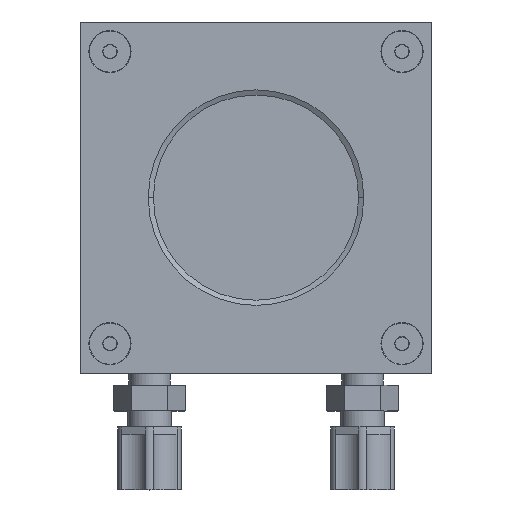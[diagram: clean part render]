
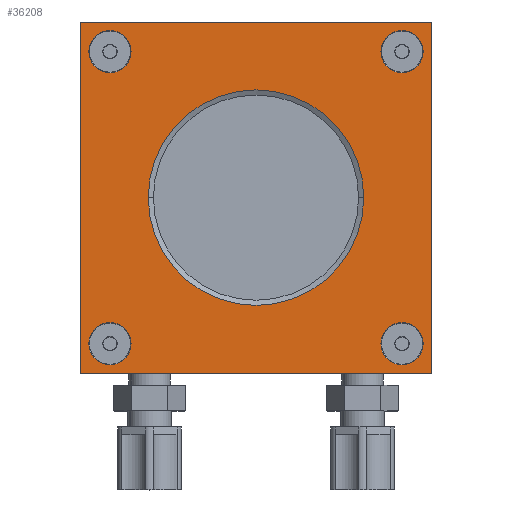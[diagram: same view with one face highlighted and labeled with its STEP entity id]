
A CAD part, top view. The second image highlights one B-rep face of the part: STEP entity #36208.
In plain terms, the highlighted planar face has unit normal (0, 0, 1).
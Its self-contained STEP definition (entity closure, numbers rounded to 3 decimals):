
#126 = CARTESIAN_POINT ( 'NONE',  ( 4.977, -7.043, 23.75 ) ) ;
#178 = DIRECTION ( 'NONE',  ( 0., 1., 0. ) ) ;
#658 = VECTOR ( 'NONE', #25642, 1000. ) ;
#2257 = CIRCLE ( 'NONE', #15410, 5.347 ) ;
#2445 = ORIENTED_EDGE ( 'NONE', *, *, #8407, .F. ) ;
#2938 = EDGE_CURVE ( 'NONE', #39929, #32188, #44425, .T. ) ;
#3109 = DIRECTION ( 'NONE',  ( 0., 0., 1. ) ) ;
#3254 = ORIENTED_EDGE ( 'NONE', *, *, #24939, .F. ) ;
#3283 = FACE_BOUND ( 'NONE', #6103, .T. ) ;
#3825 = CARTESIAN_POINT ( 'NONE',  ( 93.977, 81.957, 23.75 ) ) ;
#3936 = FACE_BOUND ( 'NONE', #18873, .T. ) ;
#5031 = CARTESIAN_POINT ( 'NONE',  ( 86.477, 74.457, 23.75 ) ) ;
#5277 = EDGE_CURVE ( 'NONE', #17232, #8084, #34249, .T. ) ;
#5506 = EDGE_CURVE ( 'NONE', #20142, #37264, #30638, .T. ) ;
#6103 = EDGE_LOOP ( 'NONE', ( #2445, #17038 ) ) ;
#6320 = FACE_BOUND ( 'NONE', #46477, .T. ) ;
#6889 = EDGE_CURVE ( 'NONE', #39901, #37821, #46965, .T. ) ;
#7200 = AXIS2_PLACEMENT_3D ( 'NONE', #44855, #33875, #25971 ) ;
#7652 = DIRECTION ( 'NONE',  ( 0., 0., 1. ) ) ;
#8084 = VERTEX_POINT ( 'NONE', #10050 ) ;
#8310 = CARTESIAN_POINT ( 'NONE',  ( 86.477, 74.457, 23.75 ) ) ;
#8407 = EDGE_CURVE ( 'NONE', #22329, #12259, #34158, .T. ) ;
#9057 = AXIS2_PLACEMENT_3D ( 'NONE', #45668, #7652, #49537 ) ;
#9435 = VECTOR ( 'NONE', #178, 1000. ) ;
#9581 = ORIENTED_EDGE ( 'NONE', *, *, #12563, .T. ) ;
#10050 = CARTESIAN_POINT ( 'NONE',  ( 76.776, 37.457, 23.75 ) ) ;
#10668 = CARTESIAN_POINT ( 'NONE',  ( 4.977, -7.043, 23.75 ) ) ;
#12123 = CARTESIAN_POINT ( 'NONE',  ( 12.477, 0.457, 23.75 ) ) ;
#12259 = VERTEX_POINT ( 'NONE', #27655 ) ;
#12563 = EDGE_CURVE ( 'NONE', #8084, #17232, #34177, .T. ) ;
#12768 = EDGE_CURVE ( 'NONE', #12259, #22329, #2257, .T. ) ;
#13294 = ORIENTED_EDGE ( 'NONE', *, *, #2938, .F. ) ;
#13852 = LINE ( 'NONE', #13892, #658 ) ;
#13892 = CARTESIAN_POINT ( 'NONE',  ( 4.977, -7.043, 23.75 ) ) ;
#14192 = CIRCLE ( 'NONE', #25114, 5.347 ) ;
#14405 = VERTEX_POINT ( 'NONE', #42011 ) ;
#14495 = CARTESIAN_POINT ( 'NONE',  ( 22.178, 37.457, 23.75 ) ) ;
#15376 = EDGE_CURVE ( 'NONE', #40778, #20142, #30375, .T. ) ;
#15410 = AXIS2_PLACEMENT_3D ( 'NONE', #45448, #49815, #18499 ) ;
#15573 = ORIENTED_EDGE ( 'NONE', *, *, #5506, .T. ) ;
#15928 = CARTESIAN_POINT ( 'NONE',  ( 49.477, 37.457, 23.75 ) ) ;
#16158 = EDGE_LOOP ( 'NONE', ( #15573, #38462, #39654, #30679 ) ) ;
#16315 = CARTESIAN_POINT ( 'NONE',  ( 91.824, 74.457, 23.75 ) ) ;
#16332 = DIRECTION ( 'NONE',  ( 1., 0., 0. ) ) ;
#16720 = EDGE_CURVE ( 'NONE', #32188, #39929, #26938, .T. ) ;
#17038 = ORIENTED_EDGE ( 'NONE', *, *, #12768, .F. ) ;
#17067 = DIRECTION ( 'NONE',  ( 0., -1., 0. ) ) ;
#17232 = VERTEX_POINT ( 'NONE', #14495 ) ;
#17771 = EDGE_LOOP ( 'NONE', ( #48841, #37209 ) ) ;
#17892 = ORIENTED_EDGE ( 'NONE', *, *, #16720, .F. ) ;
#18403 = DIRECTION ( 'NONE',  ( 0., 0., 1. ) ) ;
#18499 = DIRECTION ( 'NONE',  ( 1., 0., 0. ) ) ;
#18873 = EDGE_LOOP ( 'NONE', ( #17892, #13294 ) ) ;
#20142 = VERTEX_POINT ( 'NONE', #26681 ) ;
#21119 = EDGE_CURVE ( 'NONE', #14405, #45349, #14192, .T. ) ;
#22179 = CARTESIAN_POINT ( 'NONE',  ( 4.977, 81.957, 23.75 ) ) ;
#22329 = VERTEX_POINT ( 'NONE', #33432 ) ;
#22987 = VERTEX_POINT ( 'NONE', #35588 ) ;
#23890 = AXIS2_PLACEMENT_3D ( 'NONE', #37603, #18403, #45347 ) ;
#24366 = DIRECTION ( 'NONE',  ( 0., 0., 1. ) ) ;
#24531 = DIRECTION ( 'NONE',  ( 1., 0., 0. ) ) ;
#24779 = AXIS2_PLACEMENT_3D ( 'NONE', #8310, #35252, #46350 ) ;
#24939 = EDGE_CURVE ( 'NONE', #37821, #39901, #49138, .T. ) ;
#25071 = AXIS2_PLACEMENT_3D ( 'NONE', #15928, #31722, #47219 ) ;
#25114 = AXIS2_PLACEMENT_3D ( 'NONE', #12123, #42911, #38706 ) ;
#25573 = CARTESIAN_POINT ( 'NONE',  ( 49.477, 37.457, 23.75 ) ) ;
#25642 = DIRECTION ( 'NONE',  ( 1., 0., 0. ) ) ;
#25971 = DIRECTION ( 'NONE',  ( 1., 0., 0. ) ) ;
#26681 = CARTESIAN_POINT ( 'NONE',  ( 4.977, 81.957, 23.75 ) ) ;
#26938 = CIRCLE ( 'NONE', #24779, 5.347 ) ;
#27404 = FACE_BOUND ( 'NONE', #17771, .T. ) ;
#27655 = CARTESIAN_POINT ( 'NONE',  ( 81.13, 0.457, 23.75 ) ) ;
#28069 = EDGE_CURVE ( 'NONE', #37264, #22987, #13852, .T. ) ;
#29443 = DIRECTION ( 'NONE',  ( 1., 0., 0. ) ) ;
#30039 = DIRECTION ( 'NONE',  ( 1., 0., 0. ) ) ;
#30375 = LINE ( 'NONE', #22179, #44771 ) ;
#30638 = LINE ( 'NONE', #32063, #33595 ) ;
#30679 = ORIENTED_EDGE ( 'NONE', *, *, #15376, .T. ) ;
#30725 = PLANE ( 'NONE',  #46502 ) ;
#31043 = CARTESIAN_POINT ( 'NONE',  ( 81.13, 74.457, 23.75 ) ) ;
#31598 = FACE_BOUND ( 'NONE', #46875, .T. ) ;
#31722 = DIRECTION ( 'NONE',  ( 0., 0., -1. ) ) ;
#31979 = ORIENTED_EDGE ( 'NONE', *, *, #5277, .T. ) ;
#32046 = EDGE_CURVE ( 'NONE', #22987, #40778, #47960, .T. ) ;
#32063 = CARTESIAN_POINT ( 'NONE',  ( 4.977, 81.957, 23.75 ) ) ;
#32188 = VERTEX_POINT ( 'NONE', #16315 ) ;
#33432 = CARTESIAN_POINT ( 'NONE',  ( 91.824, 0.457, 23.75 ) ) ;
#33595 = VECTOR ( 'NONE', #17067, 1000. ) ;
#33875 = DIRECTION ( 'NONE',  ( 0., 0., 1. ) ) ;
#34158 = CIRCLE ( 'NONE', #7200, 5.347 ) ;
#34177 = CIRCLE ( 'NONE', #49594, 27.299 ) ;
#34249 = CIRCLE ( 'NONE', #25071, 27.299 ) ;
#34924 = CARTESIAN_POINT ( 'NONE',  ( 17.824, 74.457, 23.75 ) ) ;
#35027 = CARTESIAN_POINT ( 'NONE',  ( 12.477, 0.457, 23.75 ) ) ;
#35252 = DIRECTION ( 'NONE',  ( 0., 0., 1. ) ) ;
#35588 = CARTESIAN_POINT ( 'NONE',  ( 93.977, -7.043, 23.75 ) ) ;
#36208 = ADVANCED_FACE ( 'NONE', ( #6320, #31598, #3936, #3283, #27404, #43670 ), #30725, .T. ) ;
#37196 = DIRECTION ( 'NONE',  ( 0., 0., -1. ) ) ;
#37209 = ORIENTED_EDGE ( 'NONE', *, *, #44420, .F. ) ;
#37264 = VERTEX_POINT ( 'NONE', #10668 ) ;
#37603 = CARTESIAN_POINT ( 'NONE',  ( 12.477, 74.457, 23.75 ) ) ;
#37821 = VERTEX_POINT ( 'NONE', #49336 ) ;
#37844 = DIRECTION ( 'NONE',  ( -1., 0., 0. ) ) ;
#38462 = ORIENTED_EDGE ( 'NONE', *, *, #28069, .T. ) ;
#38706 = DIRECTION ( 'NONE',  ( 1., 0., 0. ) ) ;
#39654 = ORIENTED_EDGE ( 'NONE', *, *, #32046, .T. ) ;
#39901 = VERTEX_POINT ( 'NONE', #34924 ) ;
#39929 = VERTEX_POINT ( 'NONE', #31043 ) ;
#40778 = VERTEX_POINT ( 'NONE', #3825 ) ;
#42011 = CARTESIAN_POINT ( 'NONE',  ( 17.824, 0.457, 23.75 ) ) ;
#42386 = CARTESIAN_POINT ( 'NONE',  ( 93.977, 81.957, 23.75 ) ) ;
#42911 = DIRECTION ( 'NONE',  ( 0., 0., 1. ) ) ;
#43095 = DIRECTION ( 'NONE',  ( 0., 0., 1. ) ) ;
#43532 = AXIS2_PLACEMENT_3D ( 'NONE', #35027, #43095, #16332 ) ;
#43670 = FACE_OUTER_BOUND ( 'NONE', #16158, .T. ) ;
#43678 = ORIENTED_EDGE ( 'NONE', *, *, #6889, .F. ) ;
#44172 = CIRCLE ( 'NONE', #43532, 5.347 ) ;
#44420 = EDGE_CURVE ( 'NONE', #45349, #14405, #44172, .T. ) ;
#44425 = CIRCLE ( 'NONE', #45456, 5.347 ) ;
#44771 = VECTOR ( 'NONE', #37844, 1000. ) ;
#44855 = CARTESIAN_POINT ( 'NONE',  ( 86.477, 0.457, 23.75 ) ) ;
#45347 = DIRECTION ( 'NONE',  ( 1., 0., 0. ) ) ;
#45349 = VERTEX_POINT ( 'NONE', #45508 ) ;
#45448 = CARTESIAN_POINT ( 'NONE',  ( 86.477, 0.457, 23.75 ) ) ;
#45456 = AXIS2_PLACEMENT_3D ( 'NONE', #5031, #24366, #24531 ) ;
#45508 = CARTESIAN_POINT ( 'NONE',  ( 7.13, 0.457, 23.75 ) ) ;
#45668 = CARTESIAN_POINT ( 'NONE',  ( 12.477, 74.457, 23.75 ) ) ;
#46350 = DIRECTION ( 'NONE',  ( 1., 0., 0. ) ) ;
#46477 = EDGE_LOOP ( 'NONE', ( #9581, #31979 ) ) ;
#46502 = AXIS2_PLACEMENT_3D ( 'NONE', #126, #3109, #30039 ) ;
#46875 = EDGE_LOOP ( 'NONE', ( #43678, #3254 ) ) ;
#46965 = CIRCLE ( 'NONE', #9057, 5.347 ) ;
#47219 = DIRECTION ( 'NONE',  ( 1., 0., 0. ) ) ;
#47960 = LINE ( 'NONE', #42386, #9435 ) ;
#48841 = ORIENTED_EDGE ( 'NONE', *, *, #21119, .F. ) ;
#49138 = CIRCLE ( 'NONE', #23890, 5.347 ) ;
#49336 = CARTESIAN_POINT ( 'NONE',  ( 7.13, 74.457, 23.75 ) ) ;
#49537 = DIRECTION ( 'NONE',  ( 1., 0., 0. ) ) ;
#49594 = AXIS2_PLACEMENT_3D ( 'NONE', #25573, #37196, #29443 ) ;
#49815 = DIRECTION ( 'NONE',  ( 0., 0., 1. ) ) ;
